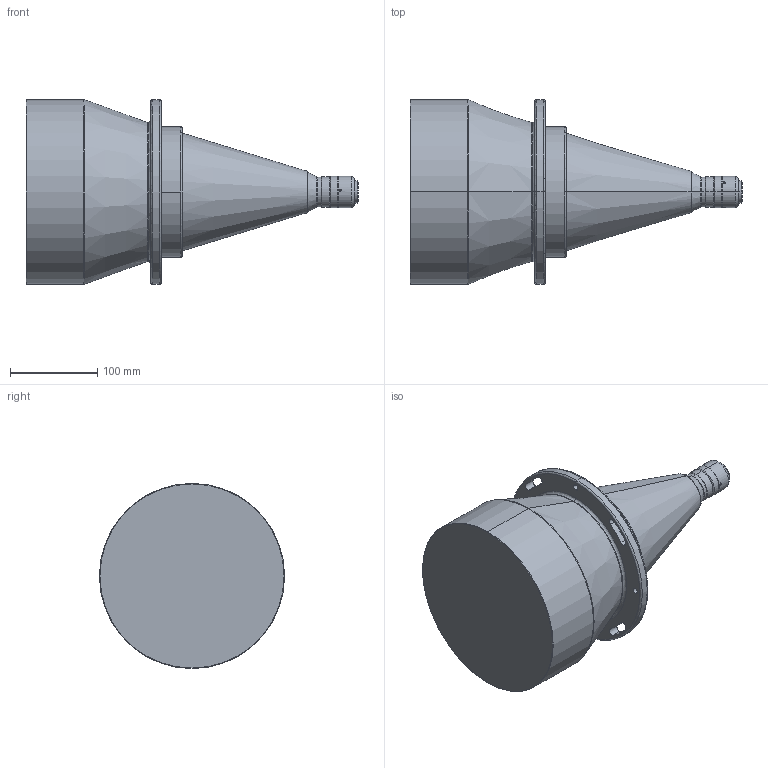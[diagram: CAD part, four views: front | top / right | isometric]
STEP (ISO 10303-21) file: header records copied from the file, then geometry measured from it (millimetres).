
FILE_DESCRIPTION (( 'STEP AP203' ), '1' );
FILE_NAME ('DTCM118-170-AL.STEP', '2019-11-13T08:05:46', ( 'Windows 蚚誧' ), ( '' ), 'SwSTEP 2.0', 'SolidWorks 2017', '' );
FILE_SCHEMA (( 'CONFIG_CONTROL_DESIGN' ));
Length unit declared in the file: millimetre
Products named in the file (1): DTCM118-170-AL
Bounding box: 380.6 x 212 x 212 mm (x, y, z)
Volume: 6301064.3 mm3; surface area: 233730.1 mm2
Topology: 1 solids, 1 shells, 108 faces, 252 edges, 151 vertices
Faces by surface type: cylinder 56, cone 26, bspline 16, plane 10
Entity records: 3945 total; most frequent: CARTESIAN_POINT 1444, DIRECTION 532, ORIENTED_EDGE 492, EDGE_CURVE 246, AXIS2_PLACEMENT_3D 225, VERTEX_POINT 151, EDGE_LOOP 135, CIRCLE 132
